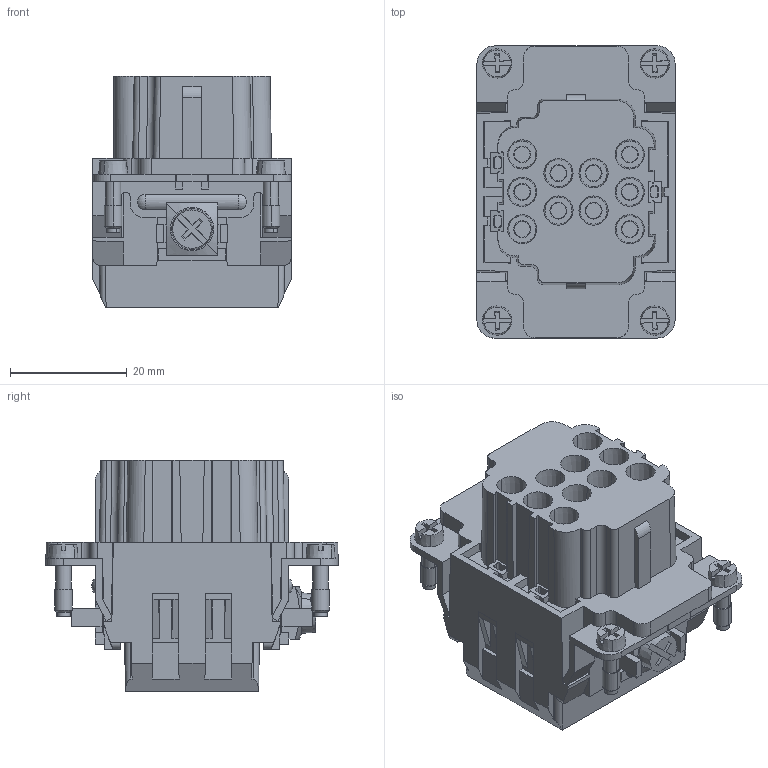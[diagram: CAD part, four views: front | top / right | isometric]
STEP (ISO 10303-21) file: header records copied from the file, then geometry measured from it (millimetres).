
FILE_DESCRIPTION(('CATIA V5 STEP Exchange','CAx-IF Rec.Pracs.--- Model Styling and Organization---1.5--- 2016-08-15','CAx-IF Rec.Pracs.---Supplemental Geometry---1.0---2011-11-01','CAx-IF Rec.Pracs.--- Composite Materials ---1.1---2010-07-15'),'2;1');
FILE_NAME ('2124742-2_1', '2025-01-02T06:10:30+00:00', ('none'), ('Weidmueller'), 'CATIA Version 5-6 Release 2022 SP4 HF5', 'CATIA V5 STEP AP214 v3', 'none');
FILE_SCHEMA(('AUTOMOTIVE_DESIGN { 1 0 10303 214 1 1 1 1 }'));
Length unit declared in the file: millimetre
Products named in the file (1): 3125060000
Bounding box: 33.9 x 50 x 39.7 mm (x, y, z)
Volume: 30459.6 mm3; surface area: 15966.4 mm2
Topology: 1 solids, 1 shells, 1063 faces, 3102 edges, 2070 vertices
Faces by surface type: plane 738, cylinder 197, cone 112, extrusion 10, sphere 6
Entity records: 37258 total; most frequent: CARTESIAN_POINT 11196, ORIENTED_EDGE 6196, DIRECTION 3565, EDGE_CURVE 3098, VECTOR 2112, LINE 2102, VERTEX_POINT 2070, EDGE_LOOP 1134
